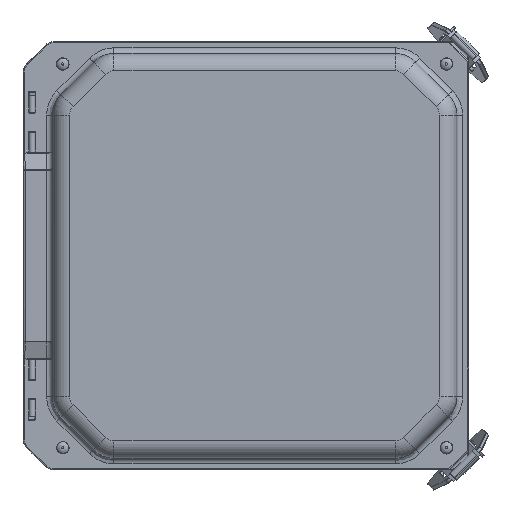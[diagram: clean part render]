
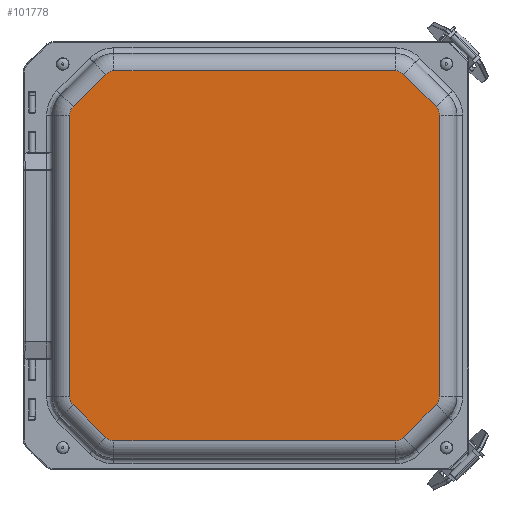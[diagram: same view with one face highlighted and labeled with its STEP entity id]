
A CAD part, top view. The second image highlights one B-rep face of the part: STEP entity #101778.
In plain terms, the highlighted planar face has unit normal (0, 0, 1).
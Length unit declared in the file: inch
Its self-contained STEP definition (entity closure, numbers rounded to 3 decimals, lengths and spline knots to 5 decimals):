
#127 = CIRCLE ( 'NONE', #113959, 0.25386 ) ;
#618 = VERTEX_POINT ( 'NONE', #7669 ) ;
#748 = AXIS2_PLACEMENT_3D ( 'NONE', #78515, #99566, #109205 ) ;
#1271 = CARTESIAN_POINT ( 'NONE',  ( 3.26406, -3.9815, 4.312 ) ) ;
#3702 = EDGE_CURVE ( 'NONE', #34075, #28503, #5666, .T. ) ;
#4247 = CIRCLE ( 'NONE', #24602, 0.25386 ) ;
#4703 = CARTESIAN_POINT ( 'NONE',  ( -4.05486, 3.08556, 4.312 ) ) ;
#4835 = CARTESIAN_POINT ( 'NONE',  ( 0., -4.05586, 4.312 ) ) ;
#5166 = ORIENTED_EDGE ( 'NONE', *, *, #16666, .T. ) ;
#5666 = LINE ( 'NONE', #105111, #82421 ) ;
#7328 = CIRCLE ( 'NONE', #748, 0.25386 ) ;
#7669 = CARTESIAN_POINT ( 'NONE',  ( -3.9805, 3.26506, 4.312 ) ) ;
#9054 = VECTOR ( 'NONE', #129529, 39.37008 ) ;
#9811 = ORIENTED_EDGE ( 'NONE', *, *, #57200, .T. ) ;
#10801 = DIRECTION ( 'NONE',  ( 0., 0., 1. ) ) ;
#11918 = CARTESIAN_POINT ( 'NONE',  ( 3.08456, 4.05586, 4.312 ) ) ;
#12450 = CARTESIAN_POINT ( 'NONE',  ( 4.05486, 0., 4.312 ) ) ;
#12768 = ORIENTED_EDGE ( 'NONE', *, *, #42397, .T. ) ;
#12836 = ORIENTED_EDGE ( 'NONE', *, *, #95550, .T. ) ;
#13051 = CARTESIAN_POINT ( 'NONE',  ( 0., 0., 4.312 ) ) ;
#13469 = PLANE ( 'NONE',  #44860 ) ;
#15527 = VERTEX_POINT ( 'NONE', #95308 ) ;
#16666 = EDGE_CURVE ( 'NONE', #92222, #111027, #4247, .T. ) ;
#16871 = EDGE_CURVE ( 'NONE', #18253, #21242, #74302, .T. ) ;
#17294 = VECTOR ( 'NONE', #91272, 39.37008 ) ;
#18253 = VERTEX_POINT ( 'NONE', #40842 ) ;
#18683 = CARTESIAN_POINT ( 'NONE',  ( 3.9805, -3.26506, 4.312 ) ) ;
#18837 = CARTESIAN_POINT ( 'NONE',  ( 0., 4.05586, 4.312 ) ) ;
#21242 = VERTEX_POINT ( 'NONE', #88940 ) ;
#21717 = ORIENTED_EDGE ( 'NONE', *, *, #48760, .T. ) ;
#23031 = DIRECTION ( 'NONE',  ( 1., 0., 0. ) ) ;
#24602 = AXIS2_PLACEMENT_3D ( 'NONE', #91568, #110864, #71875 ) ;
#26211 = DIRECTION ( 'NONE',  ( -0.707, 0.707, 0. ) ) ;
#28503 = VERTEX_POINT ( 'NONE', #97438 ) ;
#28958 = AXIS2_PLACEMENT_3D ( 'NONE', #52081, #51662, #101135 ) ;
#31767 = DIRECTION ( 'NONE',  ( 0.707, -0.707, 0. ) ) ;
#33183 = EDGE_CURVE ( 'NONE', #78072, #98999, #55345, .T. ) ;
#33274 = VECTOR ( 'NONE', #115192, 39.37008 ) ;
#34075 = VERTEX_POINT ( 'NONE', #124135 ) ;
#36081 = VECTOR ( 'NONE', #93050, 39.37008 ) ;
#36433 = CARTESIAN_POINT ( 'NONE',  ( -3.26406, 3.9815, 4.312 ) ) ;
#36463 = ORIENTED_EDGE ( 'NONE', *, *, #43523, .T. ) ;
#36994 = CARTESIAN_POINT ( 'NONE',  ( 3.08456, 3.802, 4.312 ) ) ;
#37954 = CARTESIAN_POINT ( 'NONE',  ( -3.801, -3.08556, 4.312 ) ) ;
#40675 = ORIENTED_EDGE ( 'NONE', *, *, #63360, .T. ) ;
#40842 = CARTESIAN_POINT ( 'NONE',  ( -3.08456, -4.05586, 4.312 ) ) ;
#42397 = EDGE_CURVE ( 'NONE', #117192, #618, #94662, .T. ) ;
#43340 = EDGE_CURVE ( 'NONE', #28503, #79480, #127, .T. ) ;
#43523 = EDGE_CURVE ( 'NONE', #111027, #44139, #100381, .T. ) ;
#43844 = AXIS2_PLACEMENT_3D ( 'NONE', #80365, #10801, #90898 ) ;
#44139 = VERTEX_POINT ( 'NONE', #127837 ) ;
#44860 = AXIS2_PLACEMENT_3D ( 'NONE', #13051, #103674, #23031 ) ;
#45063 = DIRECTION ( 'NONE',  ( 0., 0., 1. ) ) ;
#47185 = AXIS2_PLACEMENT_3D ( 'NONE', #37954, #108078, #68241 ) ;
#48760 = EDGE_CURVE ( 'NONE', #44139, #34075, #92074, .T. ) ;
#48844 = ORIENTED_EDGE ( 'NONE', *, *, #16871, .T. ) ;
#51662 = DIRECTION ( 'NONE',  ( 0., 0., 1. ) ) ;
#52081 = CARTESIAN_POINT ( 'NONE',  ( -3.08456, 3.802, 4.312 ) ) ;
#53770 = ORIENTED_EDGE ( 'NONE', *, *, #73059, .T. ) ;
#55180 = CARTESIAN_POINT ( 'NONE',  ( -3.08456, -3.802, 4.312 ) ) ;
#55345 = CIRCLE ( 'NONE', #47185, 0.25386 ) ;
#55812 = AXIS2_PLACEMENT_3D ( 'NONE', #96443, #66747, #127988 ) ;
#57200 = EDGE_CURVE ( 'NONE', #15527, #18253, #61241, .T. ) ;
#57548 = CIRCLE ( 'NONE', #43844, 0.25386 ) ;
#59634 = ORIENTED_EDGE ( 'NONE', *, *, #109951, .T. ) ;
#61213 = AXIS2_PLACEMENT_3D ( 'NONE', #55180, #45063, #74852 ) ;
#61241 = CIRCLE ( 'NONE', #61213, 0.25386 ) ;
#62439 = ORIENTED_EDGE ( 'NONE', *, *, #33183, .T. ) ;
#62828 = FACE_OUTER_BOUND ( 'NONE', #121435, .T. ) ;
#63360 = EDGE_CURVE ( 'NONE', #618, #79678, #7328, .T. ) ;
#66747 = DIRECTION ( 'NONE',  ( 0., 0., 1. ) ) ;
#67011 = ORIENTED_EDGE ( 'NONE', *, *, #74629, .T. ) ;
#67061 = VECTOR ( 'NONE', #31767, 39.37008 ) ;
#68077 = ORIENTED_EDGE ( 'NONE', *, *, #112083, .T. ) ;
#68241 = DIRECTION ( 'NONE',  ( 1., 0., 0. ) ) ;
#71217 = VECTOR ( 'NONE', #105703, 39.37008 ) ;
#71875 = DIRECTION ( 'NONE',  ( 1., 0., 0. ) ) ;
#73059 = EDGE_CURVE ( 'NONE', #98999, #15527, #101458, .T. ) ;
#74302 = LINE ( 'NONE', #4835, #115062 ) ;
#74629 = EDGE_CURVE ( 'NONE', #79678, #78072, #118034, .T. ) ;
#74852 = DIRECTION ( 'NONE',  ( 1., 0., 0. ) ) ;
#76463 = DIRECTION ( 'NONE',  ( 0., -1., 0. ) ) ;
#78072 = VERTEX_POINT ( 'NONE', #120854 ) ;
#78515 = CARTESIAN_POINT ( 'NONE',  ( -3.801, 3.08556, 4.312 ) ) ;
#79480 = VERTEX_POINT ( 'NONE', #11918 ) ;
#79678 = VERTEX_POINT ( 'NONE', #4703 ) ;
#80365 = CARTESIAN_POINT ( 'NONE',  ( 3.08456, -3.802, 4.312 ) ) ;
#82421 = VECTOR ( 'NONE', #26211, 39.37008 ) ;
#84065 = CARTESIAN_POINT ( 'NONE',  ( -4.05486, 0., 4.312 ) ) ;
#88940 = CARTESIAN_POINT ( 'NONE',  ( 3.08456, -4.05586, 4.312 ) ) ;
#90898 = DIRECTION ( 'NONE',  ( 1., 0., 0. ) ) ;
#91272 = DIRECTION ( 'NONE',  ( 0., 1., 0. ) ) ;
#91568 = CARTESIAN_POINT ( 'NONE',  ( 3.801, -3.08556, 4.312 ) ) ;
#92074 = CIRCLE ( 'NONE', #55812, 0.25386 ) ;
#92222 = VERTEX_POINT ( 'NONE', #18683 ) ;
#92629 = CARTESIAN_POINT ( 'NONE',  ( 3.26406, -3.9815, 4.312 ) ) ;
#93050 = DIRECTION ( 'NONE',  ( 0.707, 0.707, 0. ) ) ;
#93529 = LINE ( 'NONE', #18837, #9054 ) ;
#94546 = CARTESIAN_POINT ( 'NONE',  ( -3.9805, -3.26506, 4.312 ) ) ;
#94662 = LINE ( 'NONE', #36433, #71217 ) ;
#95308 = CARTESIAN_POINT ( 'NONE',  ( -3.26406, -3.9815, 4.312 ) ) ;
#95550 = EDGE_CURVE ( 'NONE', #109284, #117192, #113675, .T. ) ;
#96337 = ORIENTED_EDGE ( 'NONE', *, *, #3702, .T. ) ;
#96443 = CARTESIAN_POINT ( 'NONE',  ( 3.801, 3.08556, 4.312 ) ) ;
#97438 = CARTESIAN_POINT ( 'NONE',  ( 3.26406, 3.9815, 4.312 ) ) ;
#98999 = VERTEX_POINT ( 'NONE', #94546 ) ;
#99566 = DIRECTION ( 'NONE',  ( 0., 0., 1. ) ) ;
#100381 = LINE ( 'NONE', #12450, #17294 ) ;
#101135 = DIRECTION ( 'NONE',  ( 0., -1., 0. ) ) ;
#101458 = LINE ( 'NONE', #121978, #67061 ) ;
#101778 = ADVANCED_FACE ( 'NONE', ( #62828 ), #13469, .T. ) ;
#103674 = DIRECTION ( 'NONE',  ( 0., 0., 1. ) ) ;
#104233 = DIRECTION ( 'NONE',  ( 1., 0., 0. ) ) ;
#105111 = CARTESIAN_POINT ( 'NONE',  ( 3.9805, 3.26506, 4.312 ) ) ;
#105380 = ORIENTED_EDGE ( 'NONE', *, *, #43340, .T. ) ;
#105703 = DIRECTION ( 'NONE',  ( -0.707, -0.707, 0. ) ) ;
#106663 = LINE ( 'NONE', #92629, #36081 ) ;
#108078 = DIRECTION ( 'NONE',  ( 0., 0., 1. ) ) ;
#108260 = CARTESIAN_POINT ( 'NONE',  ( -3.26406, 3.9815, 4.312 ) ) ;
#108639 = CARTESIAN_POINT ( 'NONE',  ( 4.05486, -3.08556, 4.312 ) ) ;
#109205 = DIRECTION ( 'NONE',  ( 0., -1., 0. ) ) ;
#109284 = VERTEX_POINT ( 'NONE', #124154 ) ;
#109951 = EDGE_CURVE ( 'NONE', #112810, #92222, #106663, .T. ) ;
#110864 = DIRECTION ( 'NONE',  ( 0., 0., 1. ) ) ;
#111027 = VERTEX_POINT ( 'NONE', #108639 ) ;
#111922 = EDGE_CURVE ( 'NONE', #79480, #109284, #93529, .T. ) ;
#112083 = EDGE_CURVE ( 'NONE', #21242, #112810, #57548, .T. ) ;
#112810 = VERTEX_POINT ( 'NONE', #1271 ) ;
#113675 = CIRCLE ( 'NONE', #28958, 0.25386 ) ;
#113959 = AXIS2_PLACEMENT_3D ( 'NONE', #36994, #117215, #76463 ) ;
#115062 = VECTOR ( 'NONE', #104233, 39.37008 ) ;
#115192 = DIRECTION ( 'NONE',  ( 0., -1., 0. ) ) ;
#117192 = VERTEX_POINT ( 'NONE', #108260 ) ;
#117215 = DIRECTION ( 'NONE',  ( 0., 0., 1. ) ) ;
#118034 = LINE ( 'NONE', #84065, #33274 ) ;
#120854 = CARTESIAN_POINT ( 'NONE',  ( -4.05486, -3.08556, 4.312 ) ) ;
#121435 = EDGE_LOOP ( 'NONE', ( #62439, #53770, #9811, #48844, #68077, #59634, #5166, #36463, #21717, #96337, #105380, #122249, #12836, #12768, #40675, #67011 ) ) ;
#121978 = CARTESIAN_POINT ( 'NONE',  ( -3.9805, -3.26506, 4.312 ) ) ;
#122249 = ORIENTED_EDGE ( 'NONE', *, *, #111922, .T. ) ;
#124135 = CARTESIAN_POINT ( 'NONE',  ( 3.9805, 3.26506, 4.312 ) ) ;
#124154 = CARTESIAN_POINT ( 'NONE',  ( -3.08456, 4.05586, 4.312 ) ) ;
#127837 = CARTESIAN_POINT ( 'NONE',  ( 4.05486, 3.08556, 4.312 ) ) ;
#127988 = DIRECTION ( 'NONE',  ( 1., 0., 0. ) ) ;
#129529 = DIRECTION ( 'NONE',  ( -1., 0., 0. ) ) ;
